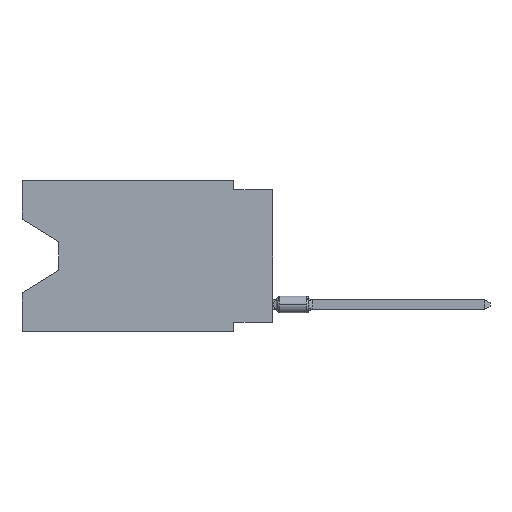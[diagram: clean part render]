
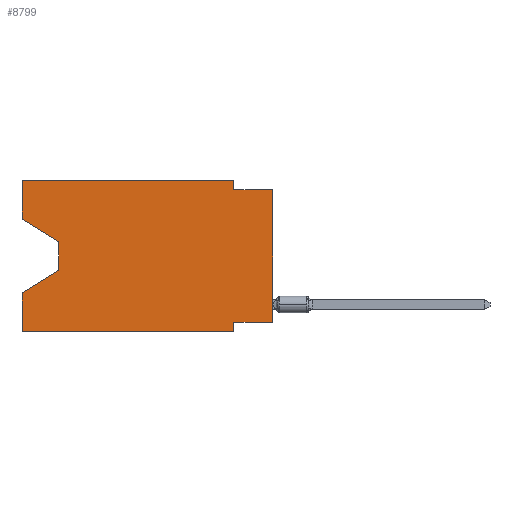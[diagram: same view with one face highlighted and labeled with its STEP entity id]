
A CAD part, left-side view. The second image highlights one B-rep face of the part: STEP entity #8799.
In plain terms, the highlighted planar face has unit normal (-1, 0, 0).
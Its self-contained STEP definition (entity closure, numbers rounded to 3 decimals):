
#76 = DIRECTION ( 'NONE',  ( 0., 0., -1. ) ) ;
#708 = VERTEX_POINT ( 'NONE', #2937 ) ;
#725 = DIRECTION ( 'NONE',  ( 0., 0., -1. ) ) ;
#908 = EDGE_CURVE ( 'NONE', #10364, #10328, #4739, .T. ) ;
#1454 = DIRECTION ( 'NONE',  ( 0., 0.855, -0.519 ) ) ;
#1572 = CARTESIAN_POINT ( 'NONE',  ( 0., 16.383, 0. ) ) ;
#1664 = ORIENTED_EDGE ( 'NONE', *, *, #10538, .T. ) ;
#1715 = VERTEX_POINT ( 'NONE', #8068 ) ;
#1740 = EDGE_CURVE ( 'NONE', #11797, #2767, #6971, .T. ) ;
#2136 = ORIENTED_EDGE ( 'NONE', *, *, #7438, .T. ) ;
#2381 = ORIENTED_EDGE ( 'NONE', *, *, #13403, .F. ) ;
#2596 = DIRECTION ( 'NONE',  ( 0., 0., 1. ) ) ;
#2642 = LINE ( 'NONE', #7130, #12852 ) ;
#2718 = ORIENTED_EDGE ( 'NONE', *, *, #12619, .F. ) ;
#2722 = EDGE_CURVE ( 'NONE', #1715, #12262, #12643, .T. ) ;
#2767 = VERTEX_POINT ( 'NONE', #7677 ) ;
#2937 = CARTESIAN_POINT ( 'NONE',  ( 0., 16.383, -7.36 ) ) ;
#3276 = DIRECTION ( 'NONE',  ( 0., -1., 0. ) ) ;
#3640 = EDGE_LOOP ( 'NONE', ( #6342, #2136, #1664, #2381, #6726, #3956, #11708, #4501, #9541, #2718, #6758, #15006 ) ) ;
#3657 = VECTOR ( 'NONE', #11945, 1000. ) ;
#3956 = ORIENTED_EDGE ( 'NONE', *, *, #13943, .F. ) ;
#4020 = EDGE_CURVE ( 'NONE', #1715, #12559, #14697, .T. ) ;
#4333 = EDGE_CURVE ( 'NONE', #7528, #10328, #2642, .T. ) ;
#4454 = VERTEX_POINT ( 'NONE', #14368 ) ;
#4501 = ORIENTED_EDGE ( 'NONE', *, *, #908, .T. ) ;
#4739 = LINE ( 'NONE', #10794, #9586 ) ;
#5351 = VECTOR ( 'NONE', #3276, 1000. ) ;
#5430 = CARTESIAN_POINT ( 'NONE',  ( 0., 2.54, 0. ) ) ;
#5458 = CARTESIAN_POINT ( 'NONE',  ( 0., 13.97, -4.013 ) ) ;
#5604 = LINE ( 'NONE', #11804, #13016 ) ;
#6182 = EDGE_CURVE ( 'NONE', #10364, #4454, #12982, .T. ) ;
#6342 = ORIENTED_EDGE ( 'NONE', *, *, #2722, .T. ) ;
#6398 = VERTEX_POINT ( 'NONE', #13655 ) ;
#6507 = DIRECTION ( 'NONE',  ( 0., -0.855, -0.519 ) ) ;
#6726 = ORIENTED_EDGE ( 'NONE', *, *, #1740, .T. ) ;
#6758 = ORIENTED_EDGE ( 'NONE', *, *, #8927, .F. ) ;
#6963 = CARTESIAN_POINT ( 'NONE',  ( 0., 16.383, 0. ) ) ;
#6971 = LINE ( 'NONE', #13094, #5351 ) ;
#6995 = CARTESIAN_POINT ( 'NONE',  ( 0., 0., -9.271 ) ) ;
#7130 = CARTESIAN_POINT ( 'NONE',  ( 0., 0., -0.635 ) ) ;
#7141 = VECTOR ( 'NONE', #10808, 1000. ) ;
#7382 = CARTESIAN_POINT ( 'NONE',  ( 0., 16.383, 0. ) ) ;
#7395 = DIRECTION ( 'NONE',  ( 1., 0., 0. ) ) ;
#7438 = EDGE_CURVE ( 'NONE', #12262, #6398, #14804, .T. ) ;
#7439 = LINE ( 'NONE', #10903, #13458 ) ;
#7485 = CARTESIAN_POINT ( 'NONE',  ( 0., 16.383, -9.906 ) ) ;
#7528 = VERTEX_POINT ( 'NONE', #12534 ) ;
#7598 = CARTESIAN_POINT ( 'NONE',  ( 0., 16.383, -2.546 ) ) ;
#7677 = CARTESIAN_POINT ( 'NONE',  ( 0., 2.54, -9.906 ) ) ;
#8068 = CARTESIAN_POINT ( 'NONE',  ( 0., 16.383, -2.546 ) ) ;
#8398 = AXIS2_PLACEMENT_3D ( 'NONE', #1572, #7395, #76 ) ;
#8549 = CARTESIAN_POINT ( 'NONE',  ( 0., 2.54, -9.906 ) ) ;
#8723 = DIRECTION ( 'NONE',  ( 0., 0., 1. ) ) ;
#8799 = ADVANCED_FACE ( 'NONE', ( #11175 ), #13451, .F. ) ;
#8927 = EDGE_CURVE ( 'NONE', #12559, #9646, #12872, .T. ) ;
#9335 = CARTESIAN_POINT ( 'NONE',  ( 0., 0., -0.635 ) ) ;
#9541 = ORIENTED_EDGE ( 'NONE', *, *, #4333, .F. ) ;
#9586 = VECTOR ( 'NONE', #2596, 1000. ) ;
#9646 = VERTEX_POINT ( 'NONE', #10199 ) ;
#9749 = VECTOR ( 'NONE', #14450, 1000. ) ;
#10199 = CARTESIAN_POINT ( 'NONE',  ( 0., 2.54, 0. ) ) ;
#10328 = VERTEX_POINT ( 'NONE', #9335 ) ;
#10364 = VERTEX_POINT ( 'NONE', #14131 ) ;
#10383 = CARTESIAN_POINT ( 'NONE',  ( 0., 16.383, 0. ) ) ;
#10538 = EDGE_CURVE ( 'NONE', #6398, #708, #7439, .T. ) ;
#10794 = CARTESIAN_POINT ( 'NONE',  ( 0., 0., 0. ) ) ;
#10808 = DIRECTION ( 'NONE',  ( 0., -1., 0. ) ) ;
#10903 = CARTESIAN_POINT ( 'NONE',  ( 0., 13.97, -5.893 ) ) ;
#11175 = FACE_OUTER_BOUND ( 'NONE', #3640, .T. ) ;
#11403 = CARTESIAN_POINT ( 'NONE',  ( 0., 13.97, -4.013 ) ) ;
#11643 = LINE ( 'NONE', #5430, #12203 ) ;
#11708 = ORIENTED_EDGE ( 'NONE', *, *, #6182, .F. ) ;
#11797 = VERTEX_POINT ( 'NONE', #7485 ) ;
#11804 = CARTESIAN_POINT ( 'NONE',  ( 0., 16.383, 0. ) ) ;
#11945 = DIRECTION ( 'NONE',  ( 0., 1., 0. ) ) ;
#12203 = VECTOR ( 'NONE', #13752, 1000. ) ;
#12262 = VERTEX_POINT ( 'NONE', #11403 ) ;
#12534 = CARTESIAN_POINT ( 'NONE',  ( 0., 2.54, -0.635 ) ) ;
#12559 = VERTEX_POINT ( 'NONE', #10383 ) ;
#12598 = VECTOR ( 'NONE', #8723, 1000. ) ;
#12619 = EDGE_CURVE ( 'NONE', #9646, #7528, #11643, .T. ) ;
#12643 = LINE ( 'NONE', #7598, #14600 ) ;
#12852 = VECTOR ( 'NONE', #14593, 1000. ) ;
#12872 = LINE ( 'NONE', #6963, #7141 ) ;
#12982 = LINE ( 'NONE', #6995, #3657 ) ;
#13016 = VECTOR ( 'NONE', #14159, 1000. ) ;
#13094 = CARTESIAN_POINT ( 'NONE',  ( 0., 16.383, -9.906 ) ) ;
#13120 = LINE ( 'NONE', #8549, #9749 ) ;
#13403 = EDGE_CURVE ( 'NONE', #11797, #708, #5604, .T. ) ;
#13451 = PLANE ( 'NONE',  #8398 ) ;
#13458 = VECTOR ( 'NONE', #1454, 1000. ) ;
#13655 = CARTESIAN_POINT ( 'NONE',  ( 0., 13.97, -5.893 ) ) ;
#13738 = VECTOR ( 'NONE', #725, 1000. ) ;
#13752 = DIRECTION ( 'NONE',  ( 0., 0., -1. ) ) ;
#13943 = EDGE_CURVE ( 'NONE', #4454, #2767, #13120, .T. ) ;
#14131 = CARTESIAN_POINT ( 'NONE',  ( 0., 0., -9.271 ) ) ;
#14159 = DIRECTION ( 'NONE',  ( 0., 0., 1. ) ) ;
#14368 = CARTESIAN_POINT ( 'NONE',  ( 0., 2.54, -9.271 ) ) ;
#14450 = DIRECTION ( 'NONE',  ( 0., 0., -1. ) ) ;
#14593 = DIRECTION ( 'NONE',  ( 0., -1., 0. ) ) ;
#14600 = VECTOR ( 'NONE', #6507, 1000. ) ;
#14697 = LINE ( 'NONE', #7382, #12598 ) ;
#14804 = LINE ( 'NONE', #5458, #13738 ) ;
#15006 = ORIENTED_EDGE ( 'NONE', *, *, #4020, .F. ) ;
